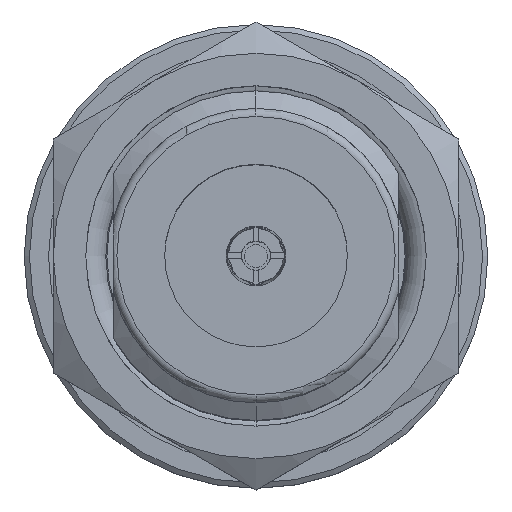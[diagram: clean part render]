
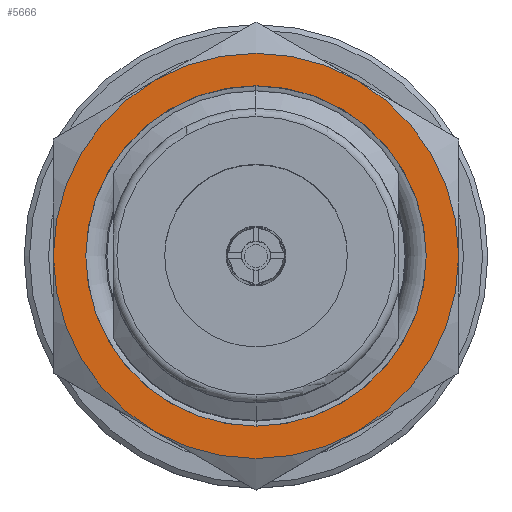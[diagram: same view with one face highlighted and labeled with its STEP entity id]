
A CAD part, top view. The second image highlights one B-rep face of the part: STEP entity #5666.
In plain terms, the highlighted face is planar.
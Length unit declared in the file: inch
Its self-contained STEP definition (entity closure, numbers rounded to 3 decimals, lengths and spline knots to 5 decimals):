
#118 = CARTESIAN_POINT ( 'NONE',  ( 0., -0.061, 0. ) ) ;
#184 = CARTESIAN_POINT ( 'NONE',  ( 0.32476, -0.061, 0.1875 ) ) ;
#428 = CARTESIAN_POINT ( 'NONE',  ( 0., -0.061, 0. ) ) ;
#475 = DIRECTION ( 'NONE',  ( 0., 0., 1. ) ) ;
#568 = EDGE_CURVE ( 'NONE', #9146, #3517, #2362, .T. ) ;
#802 = EDGE_CURVE ( 'NONE', #6905, #3214, #15596, .T. ) ;
#1233 = CARTESIAN_POINT ( 'NONE',  ( 0., -0.061, 0. ) ) ;
#1409 = VERTEX_POINT ( 'NONE', #15032 ) ;
#1648 = ORIENTED_EDGE ( 'NONE', *, *, #15482, .T. ) ;
#1756 = DIRECTION ( 'NONE',  ( 0., -1., 0. ) ) ;
#1767 = AXIS2_PLACEMENT_3D ( 'NONE', #428, #10948, #15262 ) ;
#1870 = CARTESIAN_POINT ( 'NONE',  ( 0., -0.061, 0. ) ) ;
#2290 = CIRCLE ( 'NONE', #4766, 0.375 ) ;
#2362 = CIRCLE ( 'NONE', #1767, 0.375 ) ;
#2390 = EDGE_CURVE ( 'NONE', #13315, #8450, #14746, .T. ) ;
#2399 = ORIENTED_EDGE ( 'NONE', *, *, #16688, .T. ) ;
#2760 = ORIENTED_EDGE ( 'NONE', *, *, #3770, .T. ) ;
#2832 = PLANE ( 'NONE',  #6662 ) ;
#2865 = DIRECTION ( 'NONE',  ( 0., -1., 0. ) ) ;
#2871 = CIRCLE ( 'NONE', #7192, 0.375 ) ;
#3110 = ORIENTED_EDGE ( 'NONE', *, *, #802, .T. ) ;
#3214 = VERTEX_POINT ( 'NONE', #5968 ) ;
#3517 = VERTEX_POINT ( 'NONE', #7671 ) ;
#3770 = EDGE_CURVE ( 'NONE', #3517, #1409, #13011, .T. ) ;
#4277 = DIRECTION ( 'NONE',  ( 0., 0., -1. ) ) ;
#4766 = AXIS2_PLACEMENT_3D ( 'NONE', #1233, #2865, #10214 ) ;
#5440 = CARTESIAN_POINT ( 'NONE',  ( 0., -0.061, 0. ) ) ;
#5566 = ORIENTED_EDGE ( 'NONE', *, *, #9068, .T. ) ;
#5666 = ADVANCED_FACE ( 'Face1', ( #15838, #16035 ), #2832, .T. ) ;
#5832 = CARTESIAN_POINT ( 'NONE',  ( -0.64952, -0.061, 0.375 ) ) ;
#5968 = CARTESIAN_POINT ( 'NONE',  ( 0., -0.061, -0.315 ) ) ;
#6146 = EDGE_LOOP ( 'NONE', ( #3110, #12344 ) ) ;
#6298 = DIRECTION ( 'NONE',  ( 0., 0., -1. ) ) ;
#6462 = AXIS2_PLACEMENT_3D ( 'NONE', #13881, #10911, #15413 ) ;
#6662 = AXIS2_PLACEMENT_3D ( 'NONE', #5832, #14308, #4277 ) ;
#6862 = AXIS2_PLACEMENT_3D ( 'NONE', #5440, #17292, #10170 ) ;
#6905 = VERTEX_POINT ( 'NONE', #10140 ) ;
#6984 = DIRECTION ( 'NONE',  ( 0., 0., 1. ) ) ;
#7036 = CIRCLE ( 'NONE', #11341, 0.375 ) ;
#7173 = DIRECTION ( 'NONE',  ( 0., 1., 0. ) ) ;
#7192 = AXIS2_PLACEMENT_3D ( 'NONE', #118, #1756, #6298 ) ;
#7671 = CARTESIAN_POINT ( 'NONE',  ( -0.32476, -0.061, -0.1875 ) ) ;
#8337 = EDGE_CURVE ( 'NONE', #3214, #6905, #14687, .T. ) ;
#8421 = CARTESIAN_POINT ( 'NONE',  ( 0., -0.061, 0. ) ) ;
#8450 = VERTEX_POINT ( 'NONE', #12898 ) ;
#9068 = EDGE_CURVE ( 'NONE', #8450, #9146, #7036, .T. ) ;
#9146 = VERTEX_POINT ( 'NONE', #14118 ) ;
#10052 = VERTEX_POINT ( 'NONE', #13026 ) ;
#10140 = CARTESIAN_POINT ( 'NONE',  ( 0., -0.061, 0.315 ) ) ;
#10170 = DIRECTION ( 'NONE',  ( 0., 0., -1. ) ) ;
#10214 = DIRECTION ( 'NONE',  ( 0., 0., -1. ) ) ;
#10911 = DIRECTION ( 'NONE',  ( 0., -1., 0. ) ) ;
#10948 = DIRECTION ( 'NONE',  ( 0., -1., 0. ) ) ;
#11310 = AXIS2_PLACEMENT_3D ( 'NONE', #8421, #7173, #6984 ) ;
#11341 = AXIS2_PLACEMENT_3D ( 'NONE', #1870, #11823, #11925 ) ;
#11823 = DIRECTION ( 'NONE',  ( 0., -1., 0. ) ) ;
#11925 = DIRECTION ( 'NONE',  ( 0., 0., -1. ) ) ;
#12344 = ORIENTED_EDGE ( 'NONE', *, *, #8337, .T. ) ;
#12898 = CARTESIAN_POINT ( 'NONE',  ( 0., -0.061, 0.375 ) ) ;
#13011 = CIRCLE ( 'NONE', #6862, 0.375 ) ;
#13026 = CARTESIAN_POINT ( 'NONE',  ( 0.32476, -0.061, -0.1875 ) ) ;
#13315 = VERTEX_POINT ( 'NONE', #184 ) ;
#13601 = EDGE_LOOP ( 'NONE', ( #2760, #1648, #2399, #15073, #5566, #18861 ) ) ;
#13870 = CARTESIAN_POINT ( 'NONE',  ( 0., -0.061, 0. ) ) ;
#13881 = CARTESIAN_POINT ( 'NONE',  ( 0., -0.061, 0. ) ) ;
#14118 = CARTESIAN_POINT ( 'NONE',  ( -0.32476, -0.061, 0.1875 ) ) ;
#14308 = DIRECTION ( 'NONE',  ( 0., -1., 0. ) ) ;
#14687 = CIRCLE ( 'NONE', #18088, 0.315 ) ;
#14746 = CIRCLE ( 'NONE', #6462, 0.375 ) ;
#15032 = CARTESIAN_POINT ( 'NONE',  ( 0., -0.061, -0.375 ) ) ;
#15073 = ORIENTED_EDGE ( 'NONE', *, *, #2390, .T. ) ;
#15262 = DIRECTION ( 'NONE',  ( 0., 0., -1. ) ) ;
#15311 = DIRECTION ( 'NONE',  ( 0., 1., 0. ) ) ;
#15413 = DIRECTION ( 'NONE',  ( 0., 0., -1. ) ) ;
#15482 = EDGE_CURVE ( 'NONE', #1409, #10052, #2871, .T. ) ;
#15596 = CIRCLE ( 'NONE', #11310, 0.315 ) ;
#15838 = FACE_BOUND ( 'NONE', #6146, .T. ) ;
#16035 = FACE_OUTER_BOUND ( 'NONE', #13601, .T. ) ;
#16688 = EDGE_CURVE ( 'NONE', #10052, #13315, #2290, .T. ) ;
#17292 = DIRECTION ( 'NONE',  ( 0., -1., 0. ) ) ;
#18088 = AXIS2_PLACEMENT_3D ( 'NONE', #13870, #15311, #475 ) ;
#18861 = ORIENTED_EDGE ( 'NONE', *, *, #568, .T. ) ;
